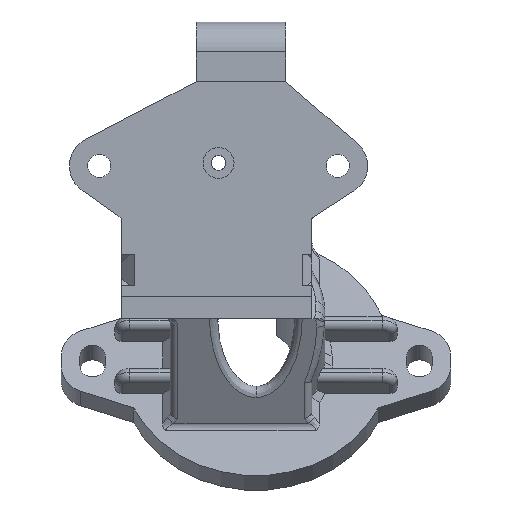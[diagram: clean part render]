
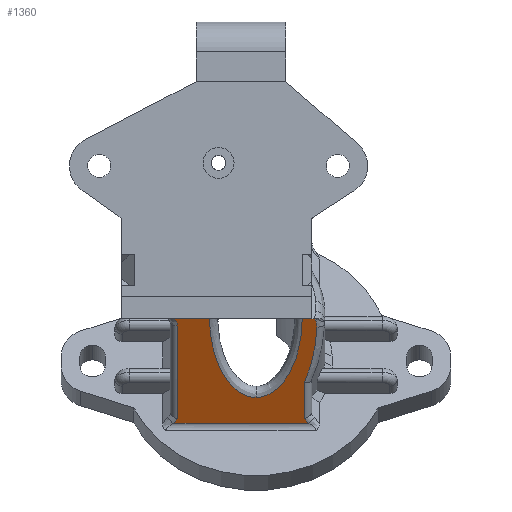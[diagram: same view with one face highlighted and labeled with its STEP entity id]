
A CAD part, front view. The second image highlights one B-rep face of the part: STEP entity #1360.
In plain terms, the highlighted planar face has unit normal (0, -0.871, -0.491).
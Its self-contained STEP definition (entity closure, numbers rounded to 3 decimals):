
#141 = CARTESIAN_POINT ( 'NONE',  ( -5.5, 0.685, -21.872 ) ) ;
#276 = EDGE_CURVE ( 'NONE', #2810, #2674, #9542, .T. ) ;
#308 = CARTESIAN_POINT ( 'NONE',  ( 11.5, 4.969, -29.462 ) ) ;
#310 = EDGE_CURVE ( 'NONE', #4805, #1978, #8590, .T. ) ;
#532 = FACE_OUTER_BOUND ( 'NONE', #3207, .T. ) ;
#562 = CARTESIAN_POINT ( 'NONE',  ( 12.495, 3.749, -27.3 ) ) ;
#733 = CARTESIAN_POINT ( 'NONE',  ( 11.982, 7.978, -34.794 ) ) ;
#756 = ORIENTED_EDGE ( 'NONE', *, *, #10288, .T. ) ;
#789 = DIRECTION ( 'NONE',  ( -0.651, -0.373, 0.661 ) ) ;
#810 = EDGE_CURVE ( 'NONE', #842, #11243, #11065, .T. ) ;
#842 = VERTEX_POINT ( 'NONE', #10371 ) ;
#871 = EDGE_CURVE ( 'NONE', #8338, #7437, #2125, .T. ) ;
#981 = ORIENTED_EDGE ( 'NONE', *, *, #8503, .T. ) ;
#1360 = ADVANCED_FACE ( 'NONE', ( #532 ), #10142, .T. ) ;
#1555 = CARTESIAN_POINT ( 'NONE',  ( -5.5, 7.702, -34.304 ) ) ;
#1657 = DIRECTION ( 'NONE',  ( 1., 0., 0. ) ) ;
#1718 = CARTESIAN_POINT ( 'NONE',  ( -14.384, 0.125, -20.88 ) ) ;
#1810 = CARTESIAN_POINT ( 'NONE',  ( 12.875, 0.125, -20.88 ) ) ;
#1903 = VERTEX_POINT ( 'NONE', #3379 ) ;
#1978 = VERTEX_POINT ( 'NONE', #1810 ) ;
#2125 = LINE ( 'NONE', #5832, #9773 ) ;
#2334 = VECTOR ( 'NONE', #9602, 1000. ) ;
#2437 = CARTESIAN_POINT ( 'NONE',  ( 11.5, 7.702, -34.304 ) ) ;
#2674 = VERTEX_POINT ( 'NONE', #12329 ) ;
#2745 = VECTOR ( 'NONE', #8928, 1000. ) ;
#2810 = VERTEX_POINT ( 'NONE', #9751 ) ;
#2871 = DIRECTION ( 'NONE',  ( 0., -0.492, 0.871 ) ) ;
#3207 = EDGE_LOOP ( 'NONE', ( #9803, #981, #8313, #5502, #3777, #756, #7232, #7399, #5855, #11075, #8887, #11747 ) ) ;
#3255 =( BOUNDED_CURVE ( )  B_SPLINE_CURVE ( 3, ( #8739, #8611, #6790, #141 ),
 .UNSPECIFIED., .F., .F. ) 
 B_SPLINE_CURVE_WITH_KNOTS ( ( 4, 4 ),
 ( 3.99, 4.712 ),
 .UNSPECIFIED. ) 
 CURVE ( )  GEOMETRIC_REPRESENTATION_ITEM ( )  RATIONAL_B_SPLINE_CURVE ( ( 1., 0.957, 0.957, 1. ) ) 
 REPRESENTATION_ITEM ( '' )  );
#3261 = CARTESIAN_POINT ( 'NONE',  ( -5.5, 7.76, -34.407 ) ) ;
#3379 = CARTESIAN_POINT ( 'NONE',  ( -5.874, 0.125, -20.88 ) ) ;
#3405 = CARTESIAN_POINT ( 'NONE',  ( 13.211, 0.653, -21.816 ) ) ;
#3443 = VERTEX_POINT ( 'NONE', #9158 ) ;
#3467 = CARTESIAN_POINT ( 'NONE',  ( 13.202, 0.766, -22.015 ) ) ;
#3777 = ORIENTED_EDGE ( 'NONE', *, *, #276, .T. ) ;
#3936 = DIRECTION ( 'NONE',  ( 1., 0., 0. ) ) ;
#4083 = AXIS2_PLACEMENT_3D ( 'NONE', #5162, #10954, #7246 ) ;
#4208 = CARTESIAN_POINT ( 'NONE',  ( -1.175, 0.125, -20.88 ) ) ;
#4530 = VECTOR ( 'NONE', #3936, 1000. ) ;
#4805 = VERTEX_POINT ( 'NONE', #10940 ) ;
#4843 = CARTESIAN_POINT ( 'NONE',  ( 5.025, 6.082, -31.435 ) ) ;
#5162 = CARTESIAN_POINT ( 'NONE',  ( -6.5, 4., -27.746 ) ) ;
#5478 = CARTESIAN_POINT ( 'NONE',  ( 11.5, 4.969, -29.462 ) ) ;
#5502 = ORIENTED_EDGE ( 'NONE', *, *, #10919, .T. ) ;
#5729 = CARTESIAN_POINT ( 'NONE',  ( 1.368, 6.082, -31.435 ) ) ;
#5760 = CARTESIAN_POINT ( 'NONE',  ( -14.384, 0.125, -20.88 ) ) ;
#5803 = CARTESIAN_POINT ( 'NONE',  ( 11.256, 3.608, -27.052 ) ) ;
#5832 = CARTESIAN_POINT ( 'NONE',  ( 11.5, 4., -27.746 ) ) ;
#5855 = ORIENTED_EDGE ( 'NONE', *, *, #10560, .T. ) ;
#5903 =( BOUNDED_CURVE ( )  B_SPLINE_CURVE ( 3, ( #10706, #5803, #6679, #6873 ),
 .UNSPECIFIED., .F., .F. ) 
 B_SPLINE_CURVE_WITH_KNOTS ( ( 4, 4 ),
 ( 4.704, 6.283 ),
 .UNSPECIFIED. ) 
 CURVE ( )  GEOMETRIC_REPRESENTATION_ITEM ( )  RATIONAL_B_SPLINE_CURVE ( ( 1., 0.803, 0.803, 1. ) ) 
 REPRESENTATION_ITEM ( '' )  );
#5904 = VECTOR ( 'NONE', #789, 1000. ) ;
#6162 = CARTESIAN_POINT ( 'NONE',  ( -6.498, 8.274, -35.318 ) ) ;
#6370 = CARTESIAN_POINT ( 'NONE',  ( 12.992, 0.222, -21.052 ) ) ;
#6679 = CARTESIAN_POINT ( 'NONE',  ( 8.682, 6.082, -31.435 ) ) ;
#6790 = CARTESIAN_POINT ( 'NONE',  ( -5.5, 0.476, -21.502 ) ) ;
#6873 = CARTESIAN_POINT ( 'NONE',  ( 5.025, 6.082, -31.435 ) ) ;
#7232 = ORIENTED_EDGE ( 'NONE', *, *, #871, .T. ) ;
#7246 = DIRECTION ( 'NONE',  ( 0., 0.492, -0.871 ) ) ;
#7308 = CARTESIAN_POINT ( 'NONE',  ( 13.078, 0.328, -21.239 ) ) ;
#7374 = CARTESIAN_POINT ( 'NONE',  ( 13.187, 0.543, -21.621 ) ) ;
#7399 = ORIENTED_EDGE ( 'NONE', *, *, #8857, .T. ) ;
#7437 = VERTEX_POINT ( 'NONE', #5478 ) ;
#7481 = EDGE_CURVE ( 'NONE', #1903, #12093, #11084, .T. ) ;
#7583 = EDGE_CURVE ( 'NONE', #9121, #12093, #7588, .T. ) ;
#7588 =( BOUNDED_CURVE ( )  B_SPLINE_CURVE ( 3, ( #4843, #5729, #9571, #4208 ),
 .UNSPECIFIED., .F., .F. ) 
 B_SPLINE_CURVE_WITH_KNOTS ( ( 4, 4 ),
 ( 0., 1.579 ),
 .UNSPECIFIED. ) 
 CURVE ( )  GEOMETRIC_REPRESENTATION_ITEM ( )  RATIONAL_B_SPLINE_CURVE ( ( 1., 0.803, 0.803, 1. ) ) 
 REPRESENTATION_ITEM ( '' )  );
#7697 = CARTESIAN_POINT ( 'NONE',  ( 5.025, 6.082, -31.435 ) ) ;
#8238 = CARTESIAN_POINT ( 'NONE',  ( -1.175, 0.125, -20.88 ) ) ;
#8313 = ORIENTED_EDGE ( 'NONE', *, *, #810, .T. ) ;
#8338 = VERTEX_POINT ( 'NONE', #2437 ) ;
#8503 = EDGE_CURVE ( 'NONE', #1903, #842, #3255, .T. ) ;
#8590 = LINE ( 'NONE', #5760, #2334 ) ;
#8611 = CARTESIAN_POINT ( 'NONE',  ( -5.63, 0.281, -21.157 ) ) ;
#8739 = CARTESIAN_POINT ( 'NONE',  ( -5.874, 0.125, -20.88 ) ) ;
#8857 = EDGE_CURVE ( 'NONE', #7437, #3443, #11439, .T. ) ;
#8887 = ORIENTED_EDGE ( 'NONE', *, *, #10296, .T. ) ;
#8928 = DIRECTION ( 'NONE',  ( 0., 0.492, -0.871 ) ) ;
#9121 = VERTEX_POINT ( 'NONE', #7697 ) ;
#9158 = CARTESIAN_POINT ( 'NONE',  ( 13.202, 0.766, -22.015 ) ) ;
#9406 = LINE ( 'NONE', #733, #5904 ) ;
#9542 = LINE ( 'NONE', #11137, #4530 ) ;
#9571 = CARTESIAN_POINT ( 'NONE',  ( -1.206, 3.608, -27.052 ) ) ;
#9602 = DIRECTION ( 'NONE',  ( 1., 0., 0. ) ) ;
#9751 = CARTESIAN_POINT ( 'NONE',  ( -6.118, 8.056, -34.932 ) ) ;
#9773 = VECTOR ( 'NONE', #2871, 1000. ) ;
#9803 = ORIENTED_EDGE ( 'NONE', *, *, #7481, .F. ) ;
#10003 = DIRECTION ( 'NONE',  ( -0.651, 0.373, -0.661 ) ) ;
#10142 = PLANE ( 'NONE',  #4083 ) ;
#10223 = VECTOR ( 'NONE', #1657, 1000. ) ;
#10288 = EDGE_CURVE ( 'NONE', #2674, #8338, #9406, .T. ) ;
#10296 = EDGE_CURVE ( 'NONE', #4805, #9121, #5903, .T. ) ;
#10371 = CARTESIAN_POINT ( 'NONE',  ( -5.5, 0.685, -21.872 ) ) ;
#10560 = EDGE_CURVE ( 'NONE', #3443, #1978, #11493, .T. ) ;
#10706 = CARTESIAN_POINT ( 'NONE',  ( 11.225, 0.125, -20.88 ) ) ;
#10919 = EDGE_CURVE ( 'NONE', #11243, #2810, #10943, .T. ) ;
#10921 = CARTESIAN_POINT ( 'NONE',  ( 13.202, 0.766, -22.015 ) ) ;
#10940 = CARTESIAN_POINT ( 'NONE',  ( 11.225, 0.125, -20.88 ) ) ;
#10943 = LINE ( 'NONE', #6162, #11748 ) ;
#10954 = DIRECTION ( 'NONE',  ( 0., -0.871, -0.492 ) ) ;
#11065 = LINE ( 'NONE', #3261, #2745 ) ;
#11075 = ORIENTED_EDGE ( 'NONE', *, *, #310, .F. ) ;
#11084 = LINE ( 'NONE', #1718, #10223 ) ;
#11137 = CARTESIAN_POINT ( 'NONE',  ( 13.5, 8.056, -34.932 ) ) ;
#11147 = CARTESIAN_POINT ( 'NONE',  ( 12.875, 0.125, -20.88 ) ) ;
#11243 = VERTEX_POINT ( 'NONE', #1555 ) ;
#11439 =( BOUNDED_CURVE ( )  B_SPLINE_CURVE ( 3, ( #308, #562, #11802, #10921 ),
 .UNSPECIFIED., .F., .F. ) 
 B_SPLINE_CURVE_WITH_KNOTS ( ( 4, 4 ),
 ( 0.91, 1.495 ),
 .UNSPECIFIED. ) 
 CURVE ( )  GEOMETRIC_REPRESENTATION_ITEM ( )  RATIONAL_B_SPLINE_CURVE ( ( 1., 0.972, 0.972, 1. ) ) 
 REPRESENTATION_ITEM ( '' )  );
#11493 = B_SPLINE_CURVE_WITH_KNOTS ( 'NONE', 3,
 ( #3467, #3405, #7374, #7308, #6370, #11147 ),
 .UNSPECIFIED., .F., .F.,
 ( 4, 2, 4 ),
 ( 0., 0.001, 0.001 ),
 .UNSPECIFIED. ) ;
#11747 = ORIENTED_EDGE ( 'NONE', *, *, #7583, .T. ) ;
#11748 = VECTOR ( 'NONE', #10003, 1000. ) ;
#11802 = CARTESIAN_POINT ( 'NONE',  ( 13.079, 2.307, -24.745 ) ) ;
#12093 = VERTEX_POINT ( 'NONE', #8238 ) ;
#12329 = CARTESIAN_POINT ( 'NONE',  ( 12.118, 8.056, -34.932 ) ) ;
